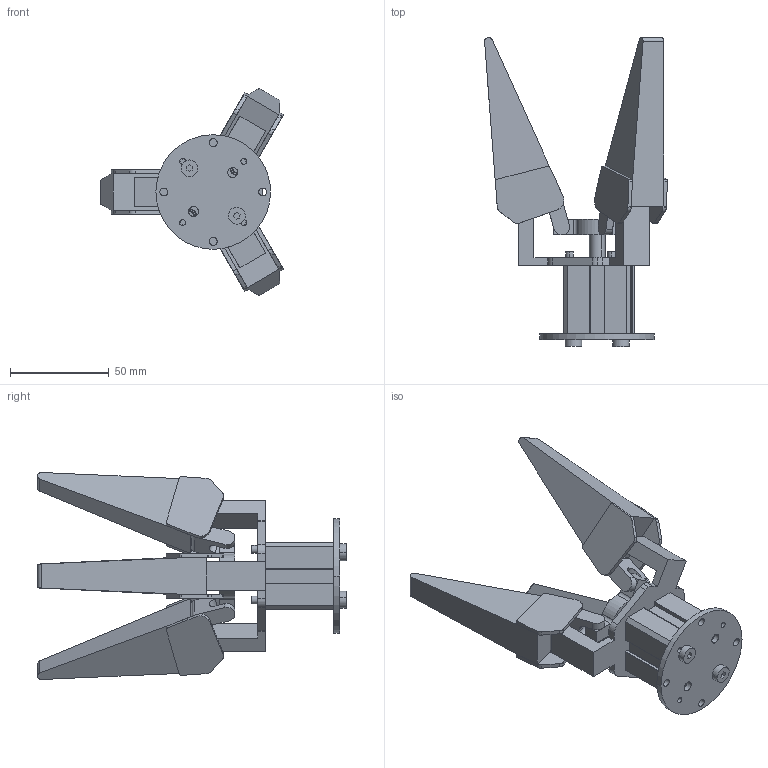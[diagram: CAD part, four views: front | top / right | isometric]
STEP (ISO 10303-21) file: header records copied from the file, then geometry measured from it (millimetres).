
FILE_DESCRIPTION( ('This file contains a STEP AP42 implementation' ,'as created by ZW3D STEP Interface translator.') ,'2;1' );
FILE_NAME( 'FAE3M86C 三指气动.stp' ,'2112 9.145117', (''), ('ZWCAD Software Co.'), 'Version 1.0', 'ZW3D to STEP translator', '' );
FILE_SCHEMA(('AUTOMOTIVE_DESIGN { 1 0 10303 214 1 1 1 1 }'));
Length unit declared in the file: millimetre
Products named in the file (2): 0; FAE3M86C 三指气动
Bounding box: 92.54 x 156.34 x 104.79 mm (x, y, z)
Volume: 154407.2 mm3; surface area: 67425.2 mm2
Topology: 19 solids, 22 shells, 516 faces, 1267 edges, 825 vertices
Faces by surface type: plane 229, cylinder 223, cone 62, bspline 2
Entity records: 19481 total; most frequent: CARTESIAN_POINT 6666, ORIENTED_EDGE 2530, DIRECTION 2485, EDGE_CURVE 1265, AXIS2_PLACEMENT_3D 872, VERTEX_POINT 825, VECTOR 741, LINE 741
